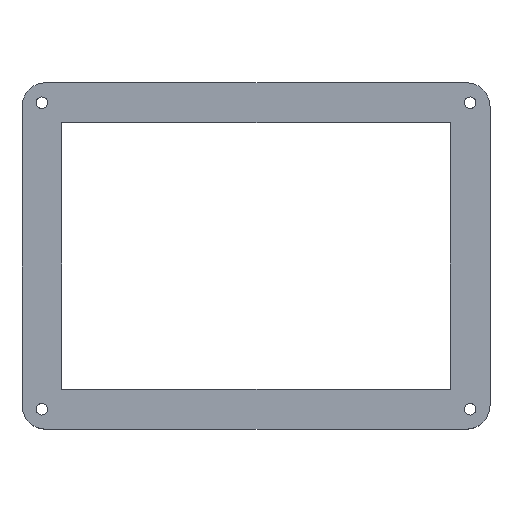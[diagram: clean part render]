
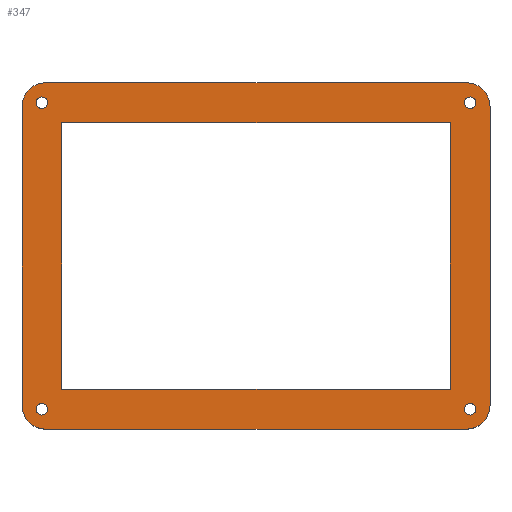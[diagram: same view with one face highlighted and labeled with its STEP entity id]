
A CAD part, top view. The second image highlights one B-rep face of the part: STEP entity #347.
In plain terms, the highlighted planar face has unit normal (0, 0, 1).
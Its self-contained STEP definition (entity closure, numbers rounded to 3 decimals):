
#15=FACE_BOUND('',#56,.T.);
#16=FACE_BOUND('',#57,.T.);
#17=FACE_BOUND('',#58,.T.);
#18=FACE_BOUND('',#59,.T.);
#19=FACE_BOUND('',#60,.T.);
#26=PLANE('',#369);
#37=FACE_OUTER_BOUND('',#55,.T.);
#55=EDGE_LOOP('',(#249,#250,#251,#252,#253,#254,#255,#256));
#56=EDGE_LOOP('',(#257));
#57=EDGE_LOOP('',(#258));
#58=EDGE_LOOP('',(#259,#260,#261,#262));
#59=EDGE_LOOP('',(#263));
#60=EDGE_LOOP('',(#264));
#83=LINE('',#513,#115);
#86=LINE('',#519,#118);
#87=LINE('',#523,#119);
#88=LINE('',#527,#120);
#89=LINE('',#535,#121);
#90=LINE('',#537,#122);
#91=LINE('',#539,#123);
#92=LINE('',#540,#124);
#115=VECTOR('',#411,10.);
#118=VECTOR('',#416,10.);
#119=VECTOR('',#419,10.);
#120=VECTOR('',#422,10.);
#121=VECTOR('',#429,10.);
#122=VECTOR('',#430,10.);
#123=VECTOR('',#431,10.);
#124=VECTOR('',#432,10.);
#145=CIRCLE('',#366,6.);
#147=CIRCLE('',#370,6.);
#148=CIRCLE('',#371,6.);
#149=CIRCLE('',#372,6.);
#150=CIRCLE('',#373,1.45);
#151=CIRCLE('',#374,1.45);
#152=CIRCLE('',#375,1.45);
#153=CIRCLE('',#376,1.45);
#161=VERTEX_POINT('',#503);
#162=VERTEX_POINT('',#504);
#165=VERTEX_POINT('',#512);
#167=VERTEX_POINT('',#518);
#168=VERTEX_POINT('',#520);
#169=VERTEX_POINT('',#522);
#170=VERTEX_POINT('',#524);
#171=VERTEX_POINT('',#526);
#172=VERTEX_POINT('',#529);
#173=VERTEX_POINT('',#531);
#174=VERTEX_POINT('',#533);
#175=VERTEX_POINT('',#534);
#176=VERTEX_POINT('',#536);
#177=VERTEX_POINT('',#538);
#178=VERTEX_POINT('',#541);
#179=VERTEX_POINT('',#543);
#193=EDGE_CURVE('',#161,#162,#145,.T.);
#197=EDGE_CURVE('',#165,#162,#83,.T.);
#200=EDGE_CURVE('',#161,#167,#86,.T.);
#201=EDGE_CURVE('',#168,#167,#147,.T.);
#202=EDGE_CURVE('',#168,#169,#87,.T.);
#203=EDGE_CURVE('',#170,#169,#148,.T.);
#204=EDGE_CURVE('',#170,#171,#88,.T.);
#205=EDGE_CURVE('',#165,#171,#149,.T.);
#206=EDGE_CURVE('',#172,#172,#150,.T.);
#207=EDGE_CURVE('',#173,#173,#151,.T.);
#208=EDGE_CURVE('',#174,#175,#89,.T.);
#209=EDGE_CURVE('',#175,#176,#90,.T.);
#210=EDGE_CURVE('',#176,#177,#91,.T.);
#211=EDGE_CURVE('',#177,#174,#92,.T.);
#212=EDGE_CURVE('',#178,#178,#152,.T.);
#213=EDGE_CURVE('',#179,#179,#153,.T.);
#249=ORIENTED_EDGE('',*,*,#193,.F.);
#250=ORIENTED_EDGE('',*,*,#200,.T.);
#251=ORIENTED_EDGE('',*,*,#201,.F.);
#252=ORIENTED_EDGE('',*,*,#202,.T.);
#253=ORIENTED_EDGE('',*,*,#203,.F.);
#254=ORIENTED_EDGE('',*,*,#204,.T.);
#255=ORIENTED_EDGE('',*,*,#205,.F.);
#256=ORIENTED_EDGE('',*,*,#197,.T.);
#257=ORIENTED_EDGE('',*,*,#206,.T.);
#258=ORIENTED_EDGE('',*,*,#207,.T.);
#259=ORIENTED_EDGE('',*,*,#208,.T.);
#260=ORIENTED_EDGE('',*,*,#209,.T.);
#261=ORIENTED_EDGE('',*,*,#210,.T.);
#262=ORIENTED_EDGE('',*,*,#211,.T.);
#263=ORIENTED_EDGE('',*,*,#212,.T.);
#264=ORIENTED_EDGE('',*,*,#213,.T.);
#347=ADVANCED_FACE('',(#37,#15,#16,#17,#18,#19),#26,.T.);
#366=AXIS2_PLACEMENT_3D('',#505,#403,#404);
#369=AXIS2_PLACEMENT_3D('',#517,#414,#415);
#370=AXIS2_PLACEMENT_3D('',#521,#417,#418);
#371=AXIS2_PLACEMENT_3D('',#525,#420,#421);
#372=AXIS2_PLACEMENT_3D('',#528,#423,#424);
#373=AXIS2_PLACEMENT_3D('',#530,#425,#426);
#374=AXIS2_PLACEMENT_3D('',#532,#427,#428);
#375=AXIS2_PLACEMENT_3D('',#542,#433,#434);
#376=AXIS2_PLACEMENT_3D('',#544,#435,#436);
#403=DIRECTION('center_axis',(0.,0.,-1.));
#404=DIRECTION('ref_axis',(-0.707,0.707,0.));
#411=DIRECTION('',(-1.,0.,0.));
#414=DIRECTION('center_axis',(0.,0.,1.));
#415=DIRECTION('ref_axis',(1.,0.,0.));
#416=DIRECTION('',(0.,-1.,0.));
#417=DIRECTION('center_axis',(0.,0.,-1.));
#418=DIRECTION('ref_axis',(-0.707,-0.707,0.));
#419=DIRECTION('',(1.,0.,0.));
#420=DIRECTION('center_axis',(0.,0.,-1.));
#421=DIRECTION('ref_axis',(0.707,-0.707,0.));
#422=DIRECTION('',(0.,1.,0.));
#423=DIRECTION('center_axis',(0.,0.,-1.));
#424=DIRECTION('ref_axis',(0.707,0.707,0.));
#425=DIRECTION('center_axis',(0.,0.,-1.));
#426=DIRECTION('ref_axis',(1.,0.,0.));
#427=DIRECTION('center_axis',(0.,0.,-1.));
#428=DIRECTION('ref_axis',(1.,0.,0.));
#429=DIRECTION('',(-1.,0.,0.));
#430=DIRECTION('',(0.,1.,0.));
#431=DIRECTION('',(1.,0.,0.));
#432=DIRECTION('',(0.,-1.,0.));
#433=DIRECTION('center_axis',(0.,0.,-1.));
#434=DIRECTION('ref_axis',(1.,0.,0.));
#435=DIRECTION('center_axis',(0.,0.,-1.));
#436=DIRECTION('ref_axis',(1.,0.,0.));
#503=CARTESIAN_POINT('',(-17.263,-45.597,6.));
#504=CARTESIAN_POINT('',(-11.263,-39.597,6.));
#505=CARTESIAN_POINT('Origin',(-11.263,-45.597,6.));
#512=CARTESIAN_POINT('',(94.368,-39.597,6.));
#513=CARTESIAN_POINT('',(-17.263,-39.597,6.));
#517=CARTESIAN_POINT('Origin',(41.552,-83.125,6.));
#518=CARTESIAN_POINT('',(-17.263,-120.653,6.));
#519=CARTESIAN_POINT('',(-17.263,-126.653,6.));
#520=CARTESIAN_POINT('',(-11.263,-126.653,6.));
#521=CARTESIAN_POINT('Origin',(-11.263,-120.653,6.));
#522=CARTESIAN_POINT('',(94.368,-126.653,6.));
#523=CARTESIAN_POINT('',(100.368,-126.653,6.));
#524=CARTESIAN_POINT('',(100.368,-120.653,6.));
#525=CARTESIAN_POINT('Origin',(94.368,-120.653,6.));
#526=CARTESIAN_POINT('',(100.368,-45.597,6.));
#527=CARTESIAN_POINT('',(100.368,-39.597,6.));
#528=CARTESIAN_POINT('Origin',(94.368,-45.597,6.));
#529=CARTESIAN_POINT('',(-13.713,-121.653,6.));
#530=CARTESIAN_POINT('Origin',(-12.263,-121.653,6.));
#531=CARTESIAN_POINT('',(93.918,-121.653,6.));
#532=CARTESIAN_POINT('Origin',(95.368,-121.653,6.));
#533=CARTESIAN_POINT('',(90.368,-116.653,6.));
#534=CARTESIAN_POINT('',(-7.263,-116.653,6.));
#535=CARTESIAN_POINT('',(90.368,-116.653,6.));
#536=CARTESIAN_POINT('',(-7.263,-49.597,6.));
#537=CARTESIAN_POINT('',(-7.263,-116.653,6.));
#538=CARTESIAN_POINT('',(90.368,-49.597,6.));
#539=CARTESIAN_POINT('',(-7.263,-49.597,6.));
#540=CARTESIAN_POINT('',(90.368,-49.597,6.));
#541=CARTESIAN_POINT('',(93.918,-44.597,6.));
#542=CARTESIAN_POINT('Origin',(95.368,-44.597,6.));
#543=CARTESIAN_POINT('',(-13.713,-44.597,6.));
#544=CARTESIAN_POINT('Origin',(-12.263,-44.597,6.));
